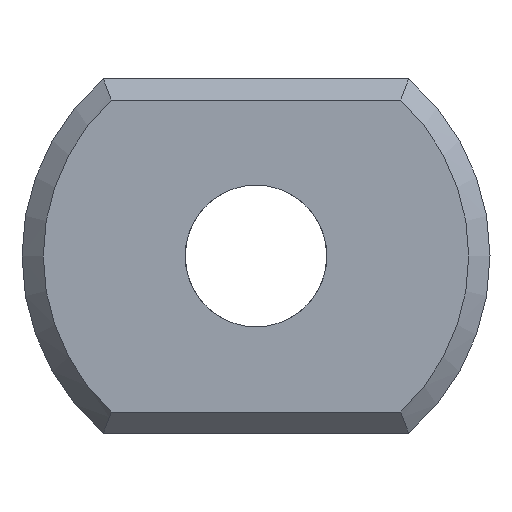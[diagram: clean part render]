
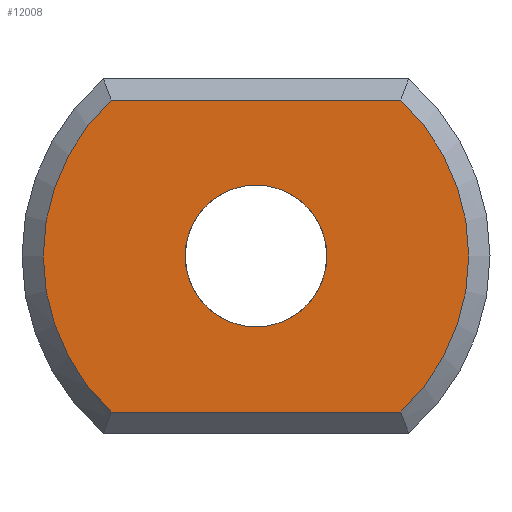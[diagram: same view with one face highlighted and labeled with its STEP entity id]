
A CAD part, left-side view. The second image highlights one B-rep face of the part: STEP entity #12008.
In plain terms, the highlighted planar face has unit normal (-1, 0, 0).
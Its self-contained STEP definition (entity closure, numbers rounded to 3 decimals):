
#298 = PLANE('',#299);
#299 = AXIS2_PLACEMENT_3D('',#300,#301,#302);
#300 = CARTESIAN_POINT('',(0.15,-2.154,-2.35));
#301 = DIRECTION('',(-0.707,0.,-0.707));
#302 = DIRECTION('',(0.,-1.,0.));
#725 = CONICAL_SURFACE('',#726,3.3,0.785);
#726 = AXIS2_PLACEMENT_3D('',#727,#728,#729);
#727 = CARTESIAN_POINT('',(0.3,0.,0.));
#728 = DIRECTION('',(1.,0.,0.));
#729 = DIRECTION('',(0.,0.653,-0.758));
#872 = CONICAL_SURFACE('',#873,3.3,0.785);
#873 = AXIS2_PLACEMENT_3D('',#874,#875,#876);
#874 = CARTESIAN_POINT('',(0.3,0.,0.));
#875 = DIRECTION('',(1.,0.,0.));
#876 = DIRECTION('',(0.,-0.653,0.758));
#909 = VERTEX_POINT('',#910);
#910 = CARTESIAN_POINT('',(0.,-2.04,-2.2));
#937 = VERTEX_POINT('',#938);
#938 = CARTESIAN_POINT('',(0.,2.04,-2.2));
#963 = EDGE_CURVE('',#909,#937,#964,.T.);
#964 = SURFACE_CURVE('',#965,(#969,#976),.PCURVE_S1.);
#965 = LINE('',#966,#967);
#966 = CARTESIAN_POINT('',(0.,-2.154,-2.2));
#967 = VECTOR('',#968,1.);
#968 = DIRECTION('',(0.,1.,0.));
#969 = PCURVE('',#298,#970);
#970 = DEFINITIONAL_REPRESENTATION('',(#971),#975);
#971 = LINE('',#972,#973);
#972 = CARTESIAN_POINT('',(0.,0.212));
#973 = VECTOR('',#974,1.);
#974 = DIRECTION('',(-1.,0.));
#975 = ( GEOMETRIC_REPRESENTATION_CONTEXT(2) 
PARAMETRIC_REPRESENTATION_CONTEXT() REPRESENTATION_CONTEXT('2D SPACE',''
  ) );
#976 = PCURVE('',#977,#982);
#977 = PLANE('',#978);
#978 = AXIS2_PLACEMENT_3D('',#979,#980,#981);
#979 = CARTESIAN_POINT('',(0.,0.,
    0.));
#980 = DIRECTION('',(1.,0.,0.));
#981 = DIRECTION('',(0.,0.,1.));
#982 = DEFINITIONAL_REPRESENTATION('',(#983),#987);
#983 = LINE('',#984,#985);
#984 = CARTESIAN_POINT('',(-2.2,2.154));
#985 = VECTOR('',#986,1.);
#986 = DIRECTION('',(0.,-1.));
#987 = ( GEOMETRIC_REPRESENTATION_CONTEXT(2) 
PARAMETRIC_REPRESENTATION_CONTEXT() REPRESENTATION_CONTEXT('2D SPACE',''
  ) );
#1826 = PLANE('',#1827);
#1827 = AXIS2_PLACEMENT_3D('',#1828,#1829,#1830);
#1828 = CARTESIAN_POINT('',(0.15,-2.154,2.35));
#1829 = DIRECTION('',(0.707,0.,-0.707
    ));
#1830 = DIRECTION('',(0.,-1.,0.));
#11795 = VERTEX_POINT('',#11796);
#11796 = CARTESIAN_POINT('',(0.,2.04,2.2));
#11821 = EDGE_CURVE('',#937,#11795,#11822,.T.);
#11822 = SURFACE_CURVE('',#11823,(#11828,#11835),.PCURVE_S1.);
#11823 = CIRCLE('',#11824,3.);
#11824 = AXIS2_PLACEMENT_3D('',#11825,#11826,#11827);
#11825 = CARTESIAN_POINT('',(0.,0.,
    0.));
#11826 = DIRECTION('',(1.,0.,0.));
#11827 = DIRECTION('',(0.,0.653,-0.758)
  );
#11828 = PCURVE('',#725,#11829);
#11829 = DEFINITIONAL_REPRESENTATION('',(#11830),#11834);
#11830 = LINE('',#11831,#11832);
#11831 = CARTESIAN_POINT('',(0.,-0.3));
#11832 = VECTOR('',#11833,1.);
#11833 = DIRECTION('',(1.,-0.));
#11834 = ( GEOMETRIC_REPRESENTATION_CONTEXT(2) 
PARAMETRIC_REPRESENTATION_CONTEXT() REPRESENTATION_CONTEXT('2D SPACE',''
  ) );
#11835 = PCURVE('',#977,#11836);
#11836 = DEFINITIONAL_REPRESENTATION('',(#11837),#11841);
#11837 = CIRCLE('',#11838,3.);
#11838 = AXIS2_PLACEMENT_2D('',#11839,#11840);
#11839 = CARTESIAN_POINT('',(0.,0.));
#11840 = DIRECTION('',(-0.758,-0.653));
#11841 = ( GEOMETRIC_REPRESENTATION_CONTEXT(2) 
PARAMETRIC_REPRESENTATION_CONTEXT() REPRESENTATION_CONTEXT('2D SPACE',''
  ) );
#11959 = VERTEX_POINT('',#11960);
#11960 = CARTESIAN_POINT('',(0.,-2.04,2.2));
#11987 = EDGE_CURVE('',#11959,#909,#11988,.T.);
#11988 = SURFACE_CURVE('',#11989,(#11994,#12001),.PCURVE_S1.);
#11989 = CIRCLE('',#11990,3.);
#11990 = AXIS2_PLACEMENT_3D('',#11991,#11992,#11993);
#11991 = CARTESIAN_POINT('',(0.,0.,
    0.));
#11992 = DIRECTION('',(1.,0.,0.));
#11993 = DIRECTION('',(0.,-0.653,0.758)
  );
#11994 = PCURVE('',#872,#11995);
#11995 = DEFINITIONAL_REPRESENTATION('',(#11996),#12000);
#11996 = LINE('',#11997,#11998);
#11997 = CARTESIAN_POINT('',(0.,-0.3));
#11998 = VECTOR('',#11999,1.);
#11999 = DIRECTION('',(1.,-0.));
#12000 = ( GEOMETRIC_REPRESENTATION_CONTEXT(2) 
PARAMETRIC_REPRESENTATION_CONTEXT() REPRESENTATION_CONTEXT('2D SPACE',''
  ) );
#12001 = PCURVE('',#977,#12002);
#12002 = DEFINITIONAL_REPRESENTATION('',(#12003),#12007);
#12003 = CIRCLE('',#12004,3.);
#12004 = AXIS2_PLACEMENT_2D('',#12005,#12006);
#12005 = CARTESIAN_POINT('',(0.,0.));
#12006 = DIRECTION('',(0.758,0.653));
#12007 = ( GEOMETRIC_REPRESENTATION_CONTEXT(2) 
PARAMETRIC_REPRESENTATION_CONTEXT() REPRESENTATION_CONTEXT('2D SPACE',''
  ) );
#12008 = ADVANCED_FACE('',(#12009,#12035),#977,.F.);
#12009 = FACE_BOUND('',#12010,.F.);
#12010 = EDGE_LOOP('',(#12011,#12012,#12033,#12034));
#12011 = ORIENTED_EDGE('',*,*,#11821,.T.);
#12012 = ORIENTED_EDGE('',*,*,#12013,.F.);
#12013 = EDGE_CURVE('',#11959,#11795,#12014,.T.);
#12014 = SURFACE_CURVE('',#12015,(#12019,#12026),.PCURVE_S1.);
#12015 = LINE('',#12016,#12017);
#12016 = CARTESIAN_POINT('',(0.,-2.154,2.2));
#12017 = VECTOR('',#12018,1.);
#12018 = DIRECTION('',(0.,1.,0.));
#12019 = PCURVE('',#977,#12020);
#12020 = DEFINITIONAL_REPRESENTATION('',(#12021),#12025);
#12021 = LINE('',#12022,#12023);
#12022 = CARTESIAN_POINT('',(2.2,2.154));
#12023 = VECTOR('',#12024,1.);
#12024 = DIRECTION('',(0.,-1.));
#12025 = ( GEOMETRIC_REPRESENTATION_CONTEXT(2) 
PARAMETRIC_REPRESENTATION_CONTEXT() REPRESENTATION_CONTEXT('2D SPACE',''
  ) );
#12026 = PCURVE('',#1826,#12027);
#12027 = DEFINITIONAL_REPRESENTATION('',(#12028),#12032);
#12028 = LINE('',#12029,#12030);
#12029 = CARTESIAN_POINT('',(0.,0.212));
#12030 = VECTOR('',#12031,1.);
#12031 = DIRECTION('',(-1.,0.));
#12032 = ( GEOMETRIC_REPRESENTATION_CONTEXT(2) 
PARAMETRIC_REPRESENTATION_CONTEXT() REPRESENTATION_CONTEXT('2D SPACE',''
  ) );
#12033 = ORIENTED_EDGE('',*,*,#11987,.T.);
#12034 = ORIENTED_EDGE('',*,*,#963,.T.);
#12035 = FACE_BOUND('',#12036,.T.);
#12036 = EDGE_LOOP('',(#12037));
#12037 = ORIENTED_EDGE('',*,*,#12038,.T.);
#12038 = EDGE_CURVE('',#12039,#12039,#12041,.T.);
#12039 = VERTEX_POINT('',#12040);
#12040 = CARTESIAN_POINT('',(0.,1.,0.));
#12041 = SURFACE_CURVE('',#12042,(#12047,#12054),.PCURVE_S1.);
#12042 = CIRCLE('',#12043,1.);
#12043 = AXIS2_PLACEMENT_3D('',#12044,#12045,#12046);
#12044 = CARTESIAN_POINT('',(0.,0.,0.));
#12045 = DIRECTION('',(1.,0.,0.));
#12046 = DIRECTION('',(0.,1.,0.));
#12047 = PCURVE('',#977,#12048);
#12048 = DEFINITIONAL_REPRESENTATION('',(#12049),#12053);
#12049 = CIRCLE('',#12050,1.);
#12050 = AXIS2_PLACEMENT_2D('',#12051,#12052);
#12051 = CARTESIAN_POINT('',(0.,0.));
#12052 = DIRECTION('',(0.,-1.));
#12053 = ( GEOMETRIC_REPRESENTATION_CONTEXT(2) 
PARAMETRIC_REPRESENTATION_CONTEXT() REPRESENTATION_CONTEXT('2D SPACE',''
  ) );
#12054 = PCURVE('',#12055,#12060);
#12055 = CYLINDRICAL_SURFACE('',#12056,1.);
#12056 = AXIS2_PLACEMENT_3D('',#12057,#12058,#12059);
#12057 = CARTESIAN_POINT('',(0.,0.,0.));
#12058 = DIRECTION('',(-1.,0.,0.));
#12059 = DIRECTION('',(0.,1.,0.));
#12060 = DEFINITIONAL_REPRESENTATION('',(#12061),#12065);
#12061 = LINE('',#12062,#12063);
#12062 = CARTESIAN_POINT('',(-0.,0.));
#12063 = VECTOR('',#12064,1.);
#12064 = DIRECTION('',(-1.,0.));
#12065 = ( GEOMETRIC_REPRESENTATION_CONTEXT(2) 
PARAMETRIC_REPRESENTATION_CONTEXT() REPRESENTATION_CONTEXT('2D SPACE',''
  ) );
